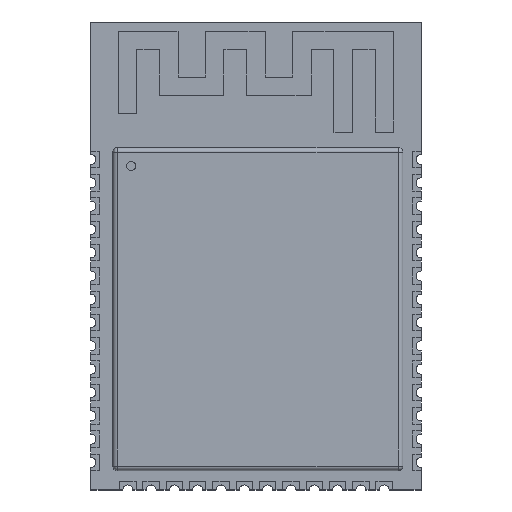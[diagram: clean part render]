
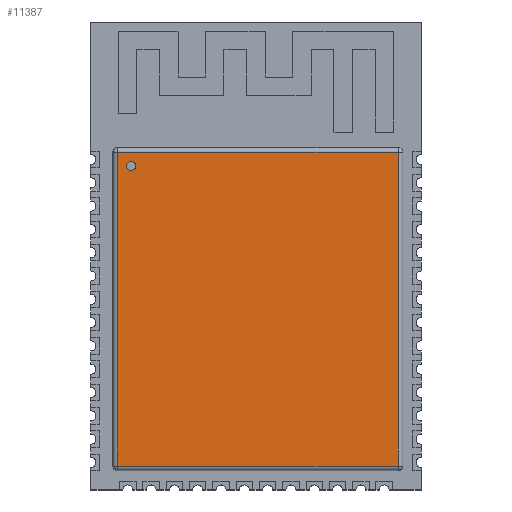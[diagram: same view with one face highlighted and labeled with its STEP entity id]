
A CAD part, top view. The second image highlights one B-rep face of the part: STEP entity #11387.
In plain terms, the highlighted planar face has unit normal (0, 0, 1).
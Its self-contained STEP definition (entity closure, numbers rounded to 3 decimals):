
#11189 = VERTEX_POINT('',#11190);
#11190 = CARTESIAN_POINT('',(-7.55,5.65,3.1));
#11213 = VERTEX_POINT('',#11214);
#11214 = CARTESIAN_POINT('',(-7.55,-11.45,3.1));
#11221 = EDGE_CURVE('',#11213,#11189,#11222,.T.);
#11222 = LINE('',#11223,#11224);
#11223 = CARTESIAN_POINT('',(-7.55,-11.7,3.1));
#11224 = VECTOR('',#11225,1.);
#11225 = DIRECTION('',(0.,1.,0.));
#11255 = VERTEX_POINT('',#11256);
#11256 = CARTESIAN_POINT('',(7.75,-11.45,3.1));
#11263 = EDGE_CURVE('',#11255,#11213,#11264,.T.);
#11264 = LINE('',#11265,#11266);
#11265 = CARTESIAN_POINT('',(8.,-11.45,3.1));
#11266 = VECTOR('',#11267,1.);
#11267 = DIRECTION('',(-1.,0.,0.));
#11298 = VERTEX_POINT('',#11299);
#11299 = CARTESIAN_POINT('',(7.75,5.65,3.1));
#11306 = EDGE_CURVE('',#11298,#11255,#11307,.T.);
#11307 = LINE('',#11308,#11309);
#11308 = CARTESIAN_POINT('',(7.75,5.9,3.1));
#11309 = VECTOR('',#11310,1.);
#11310 = DIRECTION('',(0.,-1.,0.));
#11340 = EDGE_CURVE('',#11189,#11298,#11341,.T.);
#11341 = LINE('',#11342,#11343);
#11342 = CARTESIAN_POINT('',(-7.8,5.65,3.1));
#11343 = VECTOR('',#11344,1.);
#11344 = DIRECTION('',(1.,0.,0.));
#11387 = ADVANCED_FACE('',(#11388,#11394),#11405,.T.);
#11388 = FACE_BOUND('',#11389,.T.);
#11389 = EDGE_LOOP('',(#11390,#11391,#11392,#11393));
#11390 = ORIENTED_EDGE('',*,*,#11263,.F.);
#11391 = ORIENTED_EDGE('',*,*,#11306,.F.);
#11392 = ORIENTED_EDGE('',*,*,#11340,.F.);
#11393 = ORIENTED_EDGE('',*,*,#11221,.F.);
#11394 = FACE_BOUND('',#11395,.T.);
#11395 = EDGE_LOOP('',(#11396));
#11396 = ORIENTED_EDGE('',*,*,#11397,.F.);
#11397 = EDGE_CURVE('',#11398,#11398,#11400,.T.);
#11398 = VERTEX_POINT('',#11399);
#11399 = CARTESIAN_POINT('',(-6.55,4.9,3.1));
#11400 = CIRCLE('',#11401,0.25);
#11401 = AXIS2_PLACEMENT_3D('',#11402,#11403,#11404);
#11402 = CARTESIAN_POINT('',(-6.8,4.9,3.1));
#11403 = DIRECTION('',(0.,0.,1.));
#11404 = DIRECTION('',(1.,0.,0.));
#11405 = PLANE('',#11406);
#11406 = AXIS2_PLACEMENT_3D('',#11407,#11408,#11409);
#11407 = CARTESIAN_POINT('',(0.1,-2.9,3.1));
#11408 = DIRECTION('',(0.,0.,1.));
#11409 = DIRECTION('',(1.,0.,0.));
